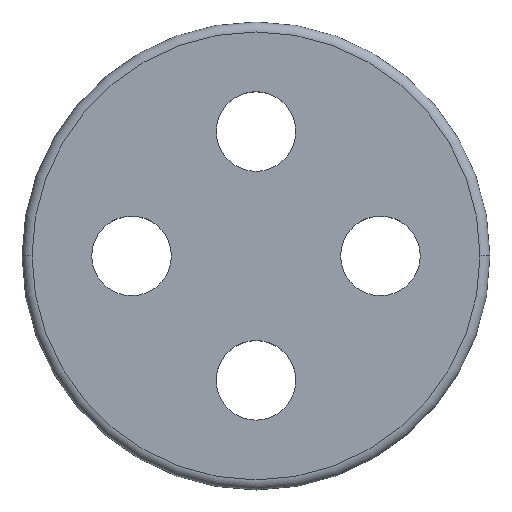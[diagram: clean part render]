
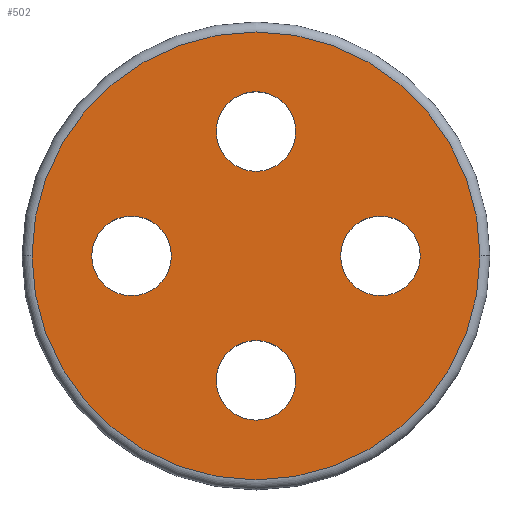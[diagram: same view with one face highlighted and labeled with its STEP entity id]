
A CAD part, top view. The second image highlights one B-rep face of the part: STEP entity #502.
In plain terms, the highlighted planar face has unit normal (0, 0, 1).
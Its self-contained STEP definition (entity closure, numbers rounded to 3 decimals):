
#72=CARTESIAN_POINT('',(0.4,1.25,0.8));
#73=VERTEX_POINT('',#72);
#89=CARTESIAN_POINT('',(-0.4,1.25,0.8));
#90=VERTEX_POINT('',#89);
#97=CARTESIAN_POINT('',(0.0,1.25,0.8));
#98=DIRECTION('',(0.0,0.0,-1.0));
#99=DIRECTION('',(1.0,0.0,0.0));
#100=AXIS2_PLACEMENT_3D('',#97,#98,#99);
#101=CIRCLE('',#100,0.4);
#102=EDGE_CURVE('',#73,#90,#101,.T.);
#114=CARTESIAN_POINT('',(1.65,0.0,0.8));
#115=VERTEX_POINT('',#114);
#131=CARTESIAN_POINT('',(0.85,0.,0.8));
#132=VERTEX_POINT('',#131);
#139=CARTESIAN_POINT('',(1.25,0.0,0.8));
#140=DIRECTION('',(0.0,0.0,-1.0));
#141=DIRECTION('',(1.0,0.0,0.0));
#142=AXIS2_PLACEMENT_3D('',#139,#140,#141);
#143=CIRCLE('',#142,0.4);
#144=EDGE_CURVE('',#115,#132,#143,.T.);
#156=CARTESIAN_POINT('',(0.4,-1.25,0.8));
#157=VERTEX_POINT('',#156);
#173=CARTESIAN_POINT('',(-0.4,-1.25,0.8));
#174=VERTEX_POINT('',#173);
#181=CARTESIAN_POINT('',(0.0,-1.25,0.8));
#182=DIRECTION('',(0.0,0.0,-1.0));
#183=DIRECTION('',(1.0,0.0,0.0));
#184=AXIS2_PLACEMENT_3D('',#181,#182,#183);
#185=CIRCLE('',#184,0.4);
#186=EDGE_CURVE('',#157,#174,#185,.T.);
#198=CARTESIAN_POINT('',(-0.85,0.0,0.8));
#199=VERTEX_POINT('',#198);
#215=CARTESIAN_POINT('',(-1.65,0.,0.8));
#216=VERTEX_POINT('',#215);
#223=CARTESIAN_POINT('',(-1.25,0.0,0.8));
#224=DIRECTION('',(0.0,0.0,-1.0));
#225=DIRECTION('',(1.0,0.0,0.0));
#226=AXIS2_PLACEMENT_3D('',#223,#224,#225);
#227=CIRCLE('',#226,0.4);
#228=EDGE_CURVE('',#199,#216,#227,.T.);
#238=CARTESIAN_POINT('',(2.25,0.,0.8));
#239=VERTEX_POINT('',#238);
#249=CARTESIAN_POINT('',(-2.25,0.,0.8));
#250=VERTEX_POINT('',#249);
#251=CARTESIAN_POINT('',(0.0,0.0,0.8));
#252=DIRECTION('',(0.0,0.0,-1.0));
#253=DIRECTION('',(-1.0,0.0,0.0));
#254=AXIS2_PLACEMENT_3D('',#251,#252,#253);
#255=CIRCLE('',#254,2.25);
#256=EDGE_CURVE('',#239,#250,#255,.T.);
#443=CARTESIAN_POINT('',(0.0,0.0,0.8));
#444=DIRECTION('',(0.0,0.0,-1.0));
#445=DIRECTION('',(-1.0,0.0,0.0));
#446=AXIS2_PLACEMENT_3D('',#443,#444,#445);
#447=CIRCLE('',#446,2.25);
#448=EDGE_CURVE('',#250,#239,#447,.T.);
#453=CARTESIAN_POINT('',(0.0,0.0,0.8));
#454=DIRECTION('',(0.0,0.0,1.0));
#455=DIRECTION('',(1.0,0.0,0.0));
#456=AXIS2_PLACEMENT_3D('',#453,#454,#455);
#457=PLANE('',#456);
#458=ORIENTED_EDGE('',*,*,#256,.F.);
#459=ORIENTED_EDGE('',*,*,#448,.F.);
#460=EDGE_LOOP('',(#458,#459));
#461=FACE_OUTER_BOUND('',#460,.T.);
#462=ORIENTED_EDGE('',*,*,#102,.T.);
#463=CARTESIAN_POINT('',(0.0,1.25,0.8));
#464=DIRECTION('',(0.0,0.0,-1.0));
#465=DIRECTION('',(1.0,0.0,0.0));
#466=AXIS2_PLACEMENT_3D('',#463,#464,#465);
#467=CIRCLE('',#466,0.4);
#468=EDGE_CURVE('',#90,#73,#467,.T.);
#469=ORIENTED_EDGE('',*,*,#468,.T.);
#470=EDGE_LOOP('',(#462,#469));
#471=FACE_BOUND('',#470,.T.);
#472=ORIENTED_EDGE('',*,*,#144,.T.);
#473=CARTESIAN_POINT('',(1.25,0.0,0.8));
#474=DIRECTION('',(0.0,0.0,-1.0));
#475=DIRECTION('',(1.0,0.0,0.0));
#476=AXIS2_PLACEMENT_3D('',#473,#474,#475);
#477=CIRCLE('',#476,0.4);
#478=EDGE_CURVE('',#132,#115,#477,.T.);
#479=ORIENTED_EDGE('',*,*,#478,.T.);
#480=EDGE_LOOP('',(#472,#479));
#481=FACE_BOUND('',#480,.T.);
#482=ORIENTED_EDGE('',*,*,#186,.T.);
#483=CARTESIAN_POINT('',(0.0,-1.25,0.8));
#484=DIRECTION('',(0.0,0.0,-1.0));
#485=DIRECTION('',(1.0,0.0,0.0));
#486=AXIS2_PLACEMENT_3D('',#483,#484,#485);
#487=CIRCLE('',#486,0.4);
#488=EDGE_CURVE('',#174,#157,#487,.T.);
#489=ORIENTED_EDGE('',*,*,#488,.T.);
#490=EDGE_LOOP('',(#482,#489));
#491=FACE_BOUND('',#490,.T.);
#492=ORIENTED_EDGE('',*,*,#228,.T.);
#493=CARTESIAN_POINT('',(-1.25,0.0,0.8));
#494=DIRECTION('',(0.0,0.0,-1.0));
#495=DIRECTION('',(1.0,0.0,0.0));
#496=AXIS2_PLACEMENT_3D('',#493,#494,#495);
#497=CIRCLE('',#496,0.4);
#498=EDGE_CURVE('',#216,#199,#497,.T.);
#499=ORIENTED_EDGE('',*,*,#498,.T.);
#500=EDGE_LOOP('',(#492,#499));
#501=FACE_BOUND('',#500,.T.);
#502=ADVANCED_FACE('',(#461,#471,#481,#491,#501),#457,.T.);
